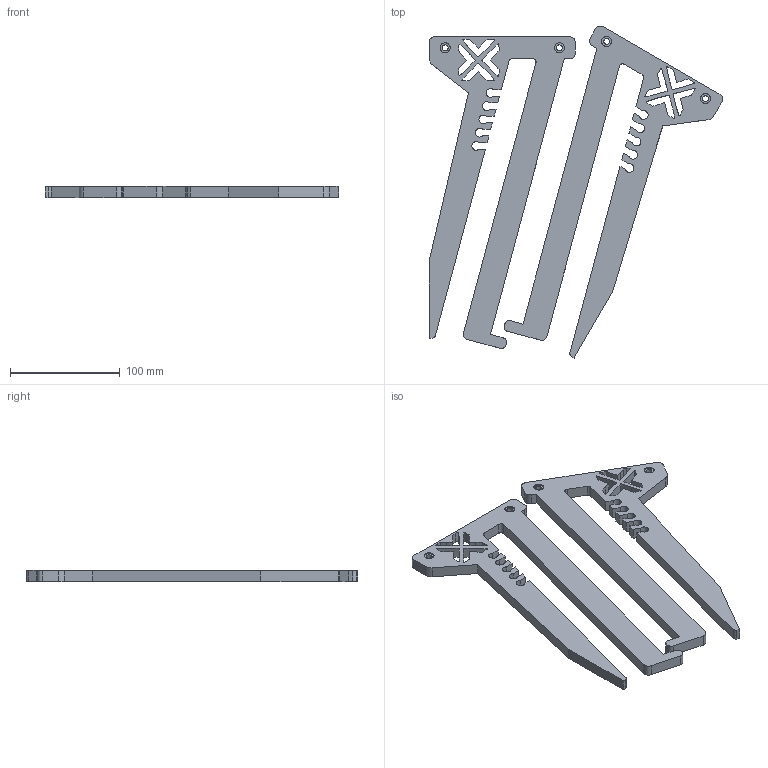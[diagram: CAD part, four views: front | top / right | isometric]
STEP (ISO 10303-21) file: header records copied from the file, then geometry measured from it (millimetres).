
FILE_DESCRIPTION(/* description */ (''),/* implementation_level */ '2;1');
FILE_NAME(/* name */ 'Laptop-stand-diy-cnc v2.step',/* time_stamp */ '2020-04-22T14:23:22+02:00',/* author */ (''),/* organization */ (''),/* preprocessor_version */ 'ST-DEVELOPER v18.1',/* originating_system */ 'Autodesk Translation Framework v9.2.0.1227',/* authorisation */ '');
FILE_SCHEMA (('AUTOMOTIVE_DESIGN { 1 0 10303 214 3 1 1 }'));
Length unit declared in the file: millimetre
Products named in the file (4): Laptop-stand-diy-cncc; Laptop stand diy v4; right panel; left panel
Assembly tree (3 placements, depth 3):
  Laptop-stand-diy-cncc
    Laptop stand diy v4
      right panel
      left panel
Bounding box: 267.43 x 302.5 x 10.03 mm (x, y, z)
Volume: 293926.1 mm3; surface area: 94875 mm2
Topology: 2 solids, 2 shells, 186 faces, 537 edges, 359 vertices
Faces by surface type: plane 108, bspline 40, cylinder 38
Full cylindrical faces by diameter (mm): 5.3 x4, 9 x4
Entity records: 6385 total; most frequent: CARTESIAN_POINT 1617, ORIENTED_EDGE 1074, DIRECTION 842, EDGE_CURVE 537, LINE 378, VECTOR 378, VERTEX_POINT 359, AXIS2_PLACEMENT_3D 232
